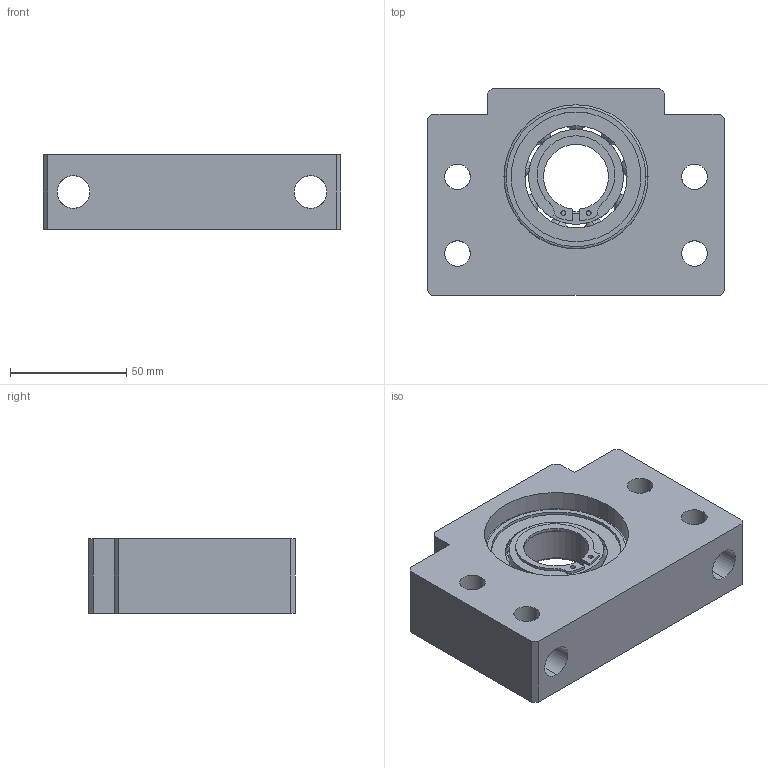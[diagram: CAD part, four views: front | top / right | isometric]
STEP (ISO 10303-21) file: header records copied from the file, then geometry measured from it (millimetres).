
FILE_DESCRIPTION (( 'STEP AP214' ), '1' );
FILE_NAME ('BF30.STEP', '2019-04-04T07:58:43', ( '' ), ( '' ), 'SwSTEP 2.0', 'SolidWorks 2015', '' );
FILE_SCHEMA (( 'AUTOMOTIVE_DESIGN' ));
Length unit declared in the file: millimetre
Products named in the file (1): BF30
Bounding box: 128 x 89 x 32 mm (x, y, z)
Volume: 236819.5 mm3; surface area: 62762.8 mm2
Topology: 3 solids, 3 shells, 756 faces, 2213 edges, 1471 vertices
Faces by surface type: plane 564, bspline 127, cylinder 65
Entity records: 30268 total; most frequent: CARTESIAN_POINT 10982, ORIENTED_EDGE 4426, DIRECTION 3366, EDGE_CURVE 2213, VECTOR 1600, LINE 1600, VERTEX_POINT 1471, AXIS2_PLACEMENT_3D 883
